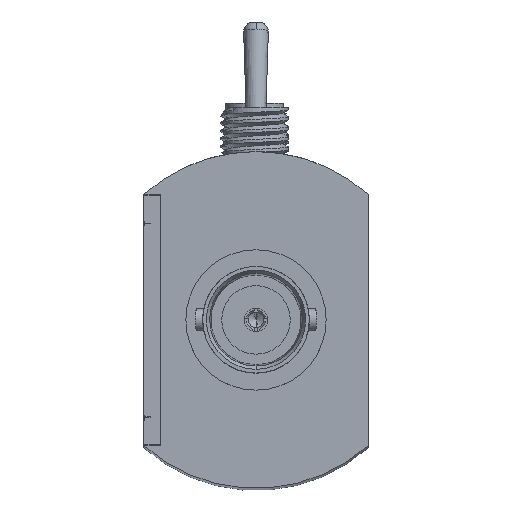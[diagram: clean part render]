
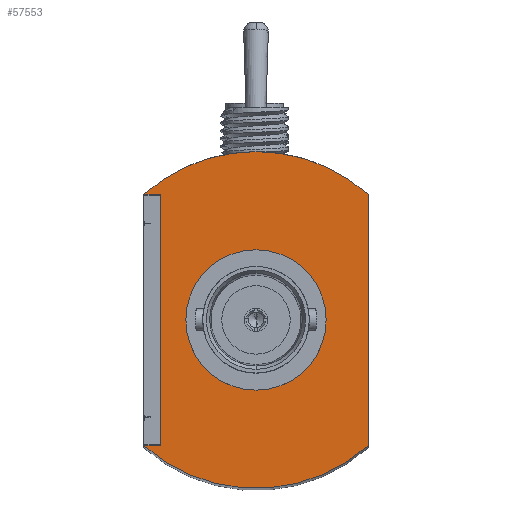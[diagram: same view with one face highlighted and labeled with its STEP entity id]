
A CAD part, top view. The second image highlights one B-rep face of the part: STEP entity #57553.
In plain terms, the highlighted planar face has unit normal (0, 0, 1).
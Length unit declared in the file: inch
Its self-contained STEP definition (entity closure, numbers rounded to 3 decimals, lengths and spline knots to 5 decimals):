
#763 = CARTESIAN_POINT ( 'NONE',  ( 0., 0.25, 4.5 ) ) ;
#2403 = FACE_OUTER_BOUND ( 'NONE', #135882, .T. ) ;
#3232 = EDGE_CURVE ( 'NONE', #109318, #25265, #177617, .T. ) ;
#14052 = CARTESIAN_POINT ( 'NONE',  ( -0.34, 0.44721, 4.5 ) ) ;
#14731 = ORIENTED_EDGE ( 'NONE', *, *, #59092, .T. ) ;
#16114 = CARTESIAN_POINT ( 'NONE',  ( 0., 0., 4.5 ) ) ;
#19138 = DIRECTION ( 'NONE',  ( 0., 0., 1. ) ) ;
#20743 = EDGE_CURVE ( 'NONE', #59990, #47553, #50531, .T. ) ;
#22190 = EDGE_CURVE ( 'NONE', #109318, #64892, #81593, .T. ) ;
#25265 = VERTEX_POINT ( 'NONE', #128393 ) ;
#25808 = DIRECTION ( 'NONE',  ( 0., 0., 1. ) ) ;
#26959 = DIRECTION ( 'NONE',  ( 0., 0., 1. ) ) ;
#30304 = DIRECTION ( 'NONE',  ( -1., 0., 0. ) ) ;
#33833 = CARTESIAN_POINT ( 'NONE',  ( -0.34, 0.44721, 4.5 ) ) ;
#36277 = DIRECTION ( 'NONE',  ( 0., 0., 1. ) ) ;
#41275 = AXIS2_PLACEMENT_3D ( 'NONE', #93622, #25808, #148946 ) ;
#41437 = FACE_BOUND ( 'NONE', #113444, .T. ) ;
#42559 = AXIS2_PLACEMENT_3D ( 'NONE', #157633, #36277, #89677 ) ;
#42668 = EDGE_CURVE ( 'NONE', #47553, #59990, #88965, .T. ) ;
#43250 = PLANE ( 'NONE',  #57058 ) ;
#45396 = LINE ( 'NONE', #111468, #87299 ) ;
#46542 = LINE ( 'NONE', #33833, #98572 ) ;
#47553 = VERTEX_POINT ( 'NONE', #763 ) ;
#50531 = CIRCLE ( 'NONE', #171882, 0.25 ) ;
#52555 = ORIENTED_EDGE ( 'NONE', *, *, #163169, .T. ) ;
#53523 = CARTESIAN_POINT ( 'NONE',  ( -0.34, -0.44721, 4.5 ) ) ;
#57058 = AXIS2_PLACEMENT_3D ( 'NONE', #16114, #151916, #98382 ) ;
#57553 = ADVANCED_FACE ( 'NONE', ( #41437, #2403 ), #43250, .T. ) ;
#59092 = EDGE_CURVE ( 'NONE', #25265, #101364, #135025, .T. ) ;
#59990 = VERTEX_POINT ( 'NONE', #70115 ) ;
#60024 = ORIENTED_EDGE ( 'NONE', *, *, #112077, .T. ) ;
#62809 = CIRCLE ( 'NONE', #42559, 0.6 ) ;
#64892 = VERTEX_POINT ( 'NONE', #14052 ) ;
#70115 = CARTESIAN_POINT ( 'NONE',  ( 0., -0.25, 4.5 ) ) ;
#78906 = EDGE_CURVE ( 'NONE', #64892, #151123, #46542, .T. ) ;
#80122 = CARTESIAN_POINT ( 'NONE',  ( 0., 0.6, 4.5 ) ) ;
#81593 = LINE ( 'NONE', #135913, #99712 ) ;
#81942 = ORIENTED_EDGE ( 'NONE', *, *, #20743, .F. ) ;
#81977 = VECTOR ( 'NONE', #108745, 39.37008 ) ;
#82977 = AXIS2_PLACEMENT_3D ( 'NONE', #86522, #128144, #87395 ) ;
#86142 = DIRECTION ( 'NONE',  ( 1., 0., 0. ) ) ;
#86522 = CARTESIAN_POINT ( 'NONE',  ( 0., 0., 4.5 ) ) ;
#87297 = ORIENTED_EDGE ( 'NONE', *, *, #108019, .T. ) ;
#87299 = VECTOR ( 'NONE', #127713, 39.37008 ) ;
#87395 = DIRECTION ( 'NONE',  ( 1., 0., 0. ) ) ;
#88965 = CIRCLE ( 'NONE', #138083, 0.25 ) ;
#89677 = DIRECTION ( 'NONE',  ( 1., 0., 0. ) ) ;
#93622 = CARTESIAN_POINT ( 'NONE',  ( 0., 0., 4.5 ) ) ;
#95115 = DIRECTION ( 'NONE',  ( 0., 1., 0. ) ) ;
#98382 = DIRECTION ( 'NONE',  ( 1., 0., 0. ) ) ;
#98572 = VECTOR ( 'NONE', #30304, 39.37008 ) ;
#99712 = VECTOR ( 'NONE', #95115, 39.37008 ) ;
#101364 = VERTEX_POINT ( 'NONE', #135231 ) ;
#102425 = ORIENTED_EDGE ( 'NONE', *, *, #3232, .T. ) ;
#103290 = ORIENTED_EDGE ( 'NONE', *, *, #22190, .F. ) ;
#104827 = CIRCLE ( 'NONE', #41275, 0.6 ) ;
#108019 = EDGE_CURVE ( 'NONE', #101364, #132992, #45396, .T. ) ;
#108745 = DIRECTION ( 'NONE',  ( -1., 0., 0. ) ) ;
#109318 = VERTEX_POINT ( 'NONE', #127125 ) ;
#111468 = CARTESIAN_POINT ( 'NONE',  ( 0.4, 0.44721, 4.5 ) ) ;
#111949 = VERTEX_POINT ( 'NONE', #80122 ) ;
#112077 = EDGE_CURVE ( 'NONE', #132992, #111949, #104827, .T. ) ;
#112910 = ORIENTED_EDGE ( 'NONE', *, *, #78906, .F. ) ;
#113444 = EDGE_LOOP ( 'NONE', ( #81942, #152385 ) ) ;
#115645 = CARTESIAN_POINT ( 'NONE',  ( -0.4, 0.44721, 4.5 ) ) ;
#124709 = DIRECTION ( 'NONE',  ( 1., 0., 0. ) ) ;
#127125 = CARTESIAN_POINT ( 'NONE',  ( -0.34, -0.44721, 4.5 ) ) ;
#127713 = DIRECTION ( 'NONE',  ( 0., 1., 0. ) ) ;
#128144 = DIRECTION ( 'NONE',  ( 0., 0., 1. ) ) ;
#128393 = CARTESIAN_POINT ( 'NONE',  ( -0.4, -0.44721, 4.5 ) ) ;
#132992 = VERTEX_POINT ( 'NONE', #164696 ) ;
#135025 = CIRCLE ( 'NONE', #82977, 0.6 ) ;
#135231 = CARTESIAN_POINT ( 'NONE',  ( 0.4, -0.44721, 4.5 ) ) ;
#135882 = EDGE_LOOP ( 'NONE', ( #112910, #103290, #102425, #14731, #87297, #60024, #52555 ) ) ;
#135913 = CARTESIAN_POINT ( 'NONE',  ( -0.34, 0.41721, 4.5 ) ) ;
#138083 = AXIS2_PLACEMENT_3D ( 'NONE', #151931, #26959, #124709 ) ;
#148946 = DIRECTION ( 'NONE',  ( 1., 0., 0. ) ) ;
#151123 = VERTEX_POINT ( 'NONE', #115645 ) ;
#151916 = DIRECTION ( 'NONE',  ( 0., 0., 1. ) ) ;
#151931 = CARTESIAN_POINT ( 'NONE',  ( 0., 0., 4.5 ) ) ;
#152385 = ORIENTED_EDGE ( 'NONE', *, *, #42668, .F. ) ;
#154059 = CARTESIAN_POINT ( 'NONE',  ( 0., 0., 4.5 ) ) ;
#157633 = CARTESIAN_POINT ( 'NONE',  ( 0., 0., 4.5 ) ) ;
#163169 = EDGE_CURVE ( 'NONE', #111949, #151123, #62809, .T. ) ;
#164696 = CARTESIAN_POINT ( 'NONE',  ( 0.4, 0.44721, 4.5 ) ) ;
#171882 = AXIS2_PLACEMENT_3D ( 'NONE', #154059, #19138, #86142 ) ;
#177617 = LINE ( 'NONE', #53523, #81977 ) ;
